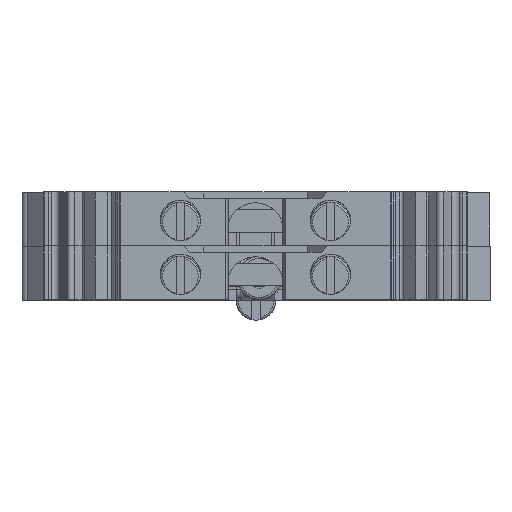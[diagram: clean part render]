
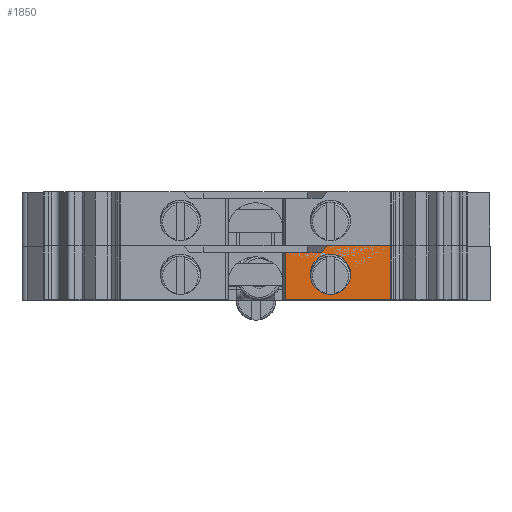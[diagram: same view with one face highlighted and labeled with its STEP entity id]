
A CAD part, top view. The second image highlights one B-rep face of the part: STEP entity #1850.
In plain terms, the highlighted planar face has unit normal (0, 0, 1).
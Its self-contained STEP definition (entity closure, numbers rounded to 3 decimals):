
#1850 = ADVANCED_FACE( '', ( #4138, #4139 ), #4140, .F. );
#4138 = FACE_OUTER_BOUND( '', #6945, .T. );
#4139 = FACE_BOUND( '', #6946, .T. );
#4140 = PLANE( '', #6947 );
#6945 = EDGE_LOOP( '', ( #12975, #12976, #12977, #12978, #12979, #12980 ) );
#6946 = EDGE_LOOP( '', ( #12981 ) );
#6947 = AXIS2_PLACEMENT_3D( '', #12982, #12983, #12984 );
#12975 = ORIENTED_EDGE( '', *, *, #18680, .F. );
#12976 = ORIENTED_EDGE( '', *, *, #18154, .T. );
#12977 = ORIENTED_EDGE( '', *, *, #17224, .F. );
#12978 = ORIENTED_EDGE( '', *, *, #18992, .T. );
#12979 = ORIENTED_EDGE( '', *, *, #18993, .T. );
#12980 = ORIENTED_EDGE( '', *, *, #18250, .F. );
#12981 = ORIENTED_EDGE( '', *, *, #18077, .T. );
#12982 = CARTESIAN_POINT( '', ( 6.91, 10., 22.269 ) );
#12983 = DIRECTION( '', ( 0., 0., -1. ) );
#12984 = DIRECTION( '', ( -1., 0., 0. ) );
#17224 = EDGE_CURVE( '', #21030, #21031, #21032, .T. );
#18077 = EDGE_CURVE( '', #22403, #22403, #22404, .T. );
#18154 = EDGE_CURVE( '', #22523, #21031, #22524, .F. );
#18250 = EDGE_CURVE( '', #22668, #22663, #22670, .T. );
#18680 = EDGE_CURVE( '', #22523, #22668, #23275, .T. );
#18992 = EDGE_CURVE( '', #21030, #23713, #23714, .T. );
#18993 = EDGE_CURVE( '', #23713, #22663, #23715, .T. );
#21030 = VERTEX_POINT( '', #26306 );
#21031 = VERTEX_POINT( '', #26307 );
#21032 = LINE( '', #26308, #26309 );
#22403 = VERTEX_POINT( '', #28219 );
#22404 = CIRCLE( '', #28220, 1.875 );
#22523 = VERTEX_POINT( '', #28475 );
#22524 = LINE( '', #28476, #28477 );
#22663 = VERTEX_POINT( '', #28750 );
#22668 = VERTEX_POINT( '', #28756 );
#22670 = LINE( '', #28758, #28759 );
#23275 = LINE( '', #29614, #29615 );
#23713 = VERTEX_POINT( '', #30237 );
#23714 = LINE( '', #30238, #30239 );
#23715 = LINE( '', #30240, #30241 );
#26306 = CARTESIAN_POINT( '', ( 2.715, 4.4, 22.269 ) );
#26307 = CARTESIAN_POINT( '', ( 6.05, 4.4, 22.269 ) );
#26308 = CARTESIAN_POINT( '', ( 2.715, 4.4, 22.269 ) );
#26309 = VECTOR( '', #32426, 1000. );
#28219 = CARTESIAN_POINT( '', ( 6.9, 4.225, 22.269 ) );
#28220 = AXIS2_PLACEMENT_3D( '', #33370, #33371, #33372 );
#28475 = CARTESIAN_POINT( '', ( 6.65, 5., 22.269 ) );
#28476 = CARTESIAN_POINT( '', ( 9.28, 7.63, 22.269 ) );
#28477 = VECTOR( '', #33448, 1000. );
#28750 = CARTESIAN_POINT( '', ( 12.468, 0., 22.269 ) );
#28756 = CARTESIAN_POINT( '', ( 12.468, 5., 22.269 ) );
#28758 = CARTESIAN_POINT( '', ( 12.468, 10., 22.269 ) );
#28759 = VECTOR( '', #33558, 1000. );
#29614 = CARTESIAN_POINT( '', ( 2.472, 5., 22.269 ) );
#29615 = VECTOR( '', #34004, 1000. );
#30237 = CARTESIAN_POINT( '', ( 2.715, 0., 22.269 ) );
#30238 = CARTESIAN_POINT( '', ( 2.715, 6., 22.269 ) );
#30239 = VECTOR( '', #34420, 1000. );
#30240 = CARTESIAN_POINT( '', ( 6.91, 0., 22.269 ) );
#30241 = VECTOR( '', #34421, 1000. );
#32426 = DIRECTION( '', ( 1., 0., 0. ) );
#33370 = CARTESIAN_POINT( '', ( 6.9, 2.35, 22.269 ) );
#33371 = DIRECTION( '', ( 0., 0., -1. ) );
#33372 = DIRECTION( '', ( 0., 1., 0. ) );
#33448 = DIRECTION( '', ( 0.707, 0.707, 0. ) );
#33558 = DIRECTION( '', ( 0., -1., 0. ) );
#34004 = DIRECTION( '', ( 1., 0., 0. ) );
#34420 = DIRECTION( '', ( 0., -1., 0. ) );
#34421 = DIRECTION( '', ( 1., 0., 0. ) );
